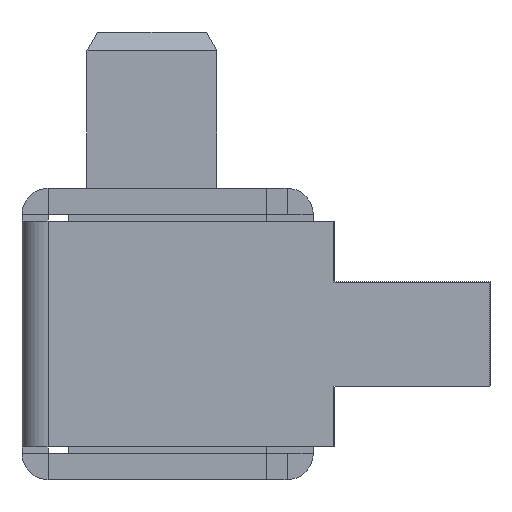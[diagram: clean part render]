
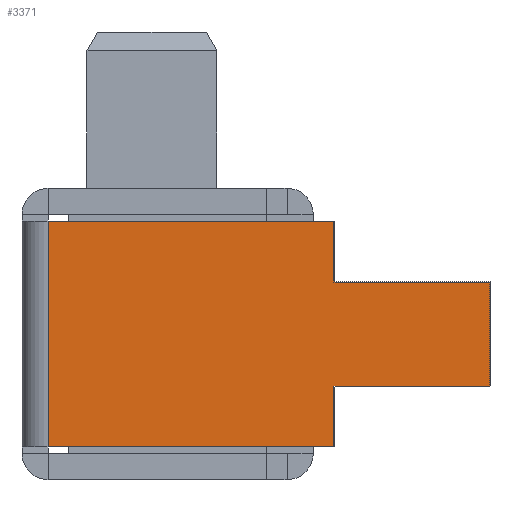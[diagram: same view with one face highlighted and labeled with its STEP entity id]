
A CAD part, left-side view. The second image highlights one B-rep face of the part: STEP entity #3371.
In plain terms, the highlighted planar face has unit normal (-1, 0, 0).
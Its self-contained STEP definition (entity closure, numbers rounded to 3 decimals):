
#31 = PLANE ( 'NONE',  #4609 ) ;
#368 = VERTEX_POINT ( 'NONE', #1955 ) ;
#444 = FACE_OUTER_BOUND ( 'NONE', #4251, .T. ) ;
#611 = CARTESIAN_POINT ( 'NONE',  ( -6.5, -3., 1. ) ) ;
#744 = EDGE_CURVE ( 'NONE', #3105, #4782, #3529, .T. ) ;
#788 = CARTESIAN_POINT ( 'NONE',  ( -6.5, 0., 2.8 ) ) ;
#823 = VERTEX_POINT ( 'NONE', #2443 ) ;
#843 = CARTESIAN_POINT ( 'NONE',  ( -6.5, -3., 1. ) ) ;
#851 = CARTESIAN_POINT ( 'NONE',  ( -6.5, 6., 2.8 ) ) ;
#943 = ORIENTED_EDGE ( 'NONE', *, *, #744, .T. ) ;
#1063 = ORIENTED_EDGE ( 'NONE', *, *, #2756, .T. ) ;
#1064 = VERTEX_POINT ( 'NONE', #843 ) ;
#1152 = LINE ( 'NONE', #3839, #4761 ) ;
#1198 = DIRECTION ( 'NONE',  ( 0., 0., 1. ) ) ;
#1260 = LINE ( 'NONE', #2839, #4763 ) ;
#1324 = DIRECTION ( 'NONE',  ( 0., 1., 0. ) ) ;
#1339 = CARTESIAN_POINT ( 'NONE',  ( -6.5, 5.497, 2.8 ) ) ;
#1409 = DIRECTION ( 'NONE',  ( 0., 1., 0. ) ) ;
#1420 = VECTOR ( 'NONE', #3391, 1000. ) ;
#1460 = VERTEX_POINT ( 'NONE', #4237 ) ;
#1567 = DIRECTION ( 'NONE',  ( 0., 0., -1. ) ) ;
#1613 = VECTOR ( 'NONE', #1324, 1000. ) ;
#1618 = DIRECTION ( 'NONE',  ( 0., 0., -1. ) ) ;
#1693 = EDGE_CURVE ( 'NONE', #3054, #2542, #3549, .T. ) ;
#1869 = ORIENTED_EDGE ( 'NONE', *, *, #4308, .T. ) ;
#1949 = ORIENTED_EDGE ( 'NONE', *, *, #3406, .T. ) ;
#1955 = CARTESIAN_POINT ( 'NONE',  ( -6.5, 0., -2.172 ) ) ;
#2109 = DIRECTION ( 'NONE',  ( 0., 1., 0. ) ) ;
#2210 = CARTESIAN_POINT ( 'NONE',  ( -6.5, 0., -1. ) ) ;
#2292 = CARTESIAN_POINT ( 'NONE',  ( -6.5, -3., -1. ) ) ;
#2353 = LINE ( 'NONE', #1339, #3076 ) ;
#2443 = CARTESIAN_POINT ( 'NONE',  ( -6.5, 5.497, -2.172 ) ) ;
#2542 = VERTEX_POINT ( 'NONE', #2210 ) ;
#2756 = EDGE_CURVE ( 'NONE', #3054, #1064, #1260, .T. ) ;
#2802 = VECTOR ( 'NONE', #2109, 1000. ) ;
#2805 = VECTOR ( 'NONE', #4267, 1000. ) ;
#2839 = CARTESIAN_POINT ( 'NONE',  ( -6.5, -3., 1. ) ) ;
#2899 = LINE ( 'NONE', #611, #3073 ) ;
#2999 = ORIENTED_EDGE ( 'NONE', *, *, #3399, .T. ) ;
#3050 = CARTESIAN_POINT ( 'NONE',  ( -6.5, 6., -2.172 ) ) ;
#3054 = VERTEX_POINT ( 'NONE', #2292 ) ;
#3073 = VECTOR ( 'NONE', #1409, 1000. ) ;
#3076 = VECTOR ( 'NONE', #1618, 1000. ) ;
#3105 = VERTEX_POINT ( 'NONE', #4646 ) ;
#3131 = LINE ( 'NONE', #3050, #2805 ) ;
#3192 = CARTESIAN_POINT ( 'NONE',  ( -6.5, 5.497, 2.172 ) ) ;
#3371 = ADVANCED_FACE ( 'NONE', ( #444 ), #31, .F. ) ;
#3391 = DIRECTION ( 'NONE',  ( 0., 0., 1. ) ) ;
#3399 = EDGE_CURVE ( 'NONE', #1460, #3105, #1152, .T. ) ;
#3406 = EDGE_CURVE ( 'NONE', #823, #368, #3131, .T. ) ;
#3451 = DIRECTION ( 'NONE',  ( 1., 0., 0. ) ) ;
#3529 = LINE ( 'NONE', #4665, #2802 ) ;
#3549 = LINE ( 'NONE', #3636, #1613 ) ;
#3636 = CARTESIAN_POINT ( 'NONE',  ( -6.5, -3., -1. ) ) ;
#3693 = ORIENTED_EDGE ( 'NONE', *, *, #4384, .T. ) ;
#3757 = ORIENTED_EDGE ( 'NONE', *, *, #1693, .F. ) ;
#3839 = CARTESIAN_POINT ( 'NONE',  ( -6.5, 0., 2.8 ) ) ;
#3970 = EDGE_CURVE ( 'NONE', #1064, #1460, #2899, .T. ) ;
#3985 = ORIENTED_EDGE ( 'NONE', *, *, #3970, .T. ) ;
#4237 = CARTESIAN_POINT ( 'NONE',  ( -6.5, 0., 1. ) ) ;
#4251 = EDGE_LOOP ( 'NONE', ( #2999, #943, #3693, #1949, #1869, #3757, #1063, #3985 ) ) ;
#4267 = DIRECTION ( 'NONE',  ( 0., -1., 0. ) ) ;
#4299 = DIRECTION ( 'NONE',  ( 0., 0., 1. ) ) ;
#4308 = EDGE_CURVE ( 'NONE', #368, #2542, #4896, .T. ) ;
#4384 = EDGE_CURVE ( 'NONE', #4782, #823, #2353, .T. ) ;
#4609 = AXIS2_PLACEMENT_3D ( 'NONE', #851, #3451, #1567 ) ;
#4646 = CARTESIAN_POINT ( 'NONE',  ( -6.5, 0., 2.172 ) ) ;
#4665 = CARTESIAN_POINT ( 'NONE',  ( -6.5, 6., 2.172 ) ) ;
#4761 = VECTOR ( 'NONE', #1198, 1000. ) ;
#4763 = VECTOR ( 'NONE', #4299, 1000. ) ;
#4782 = VERTEX_POINT ( 'NONE', #3192 ) ;
#4896 = LINE ( 'NONE', #788, #1420 ) ;
